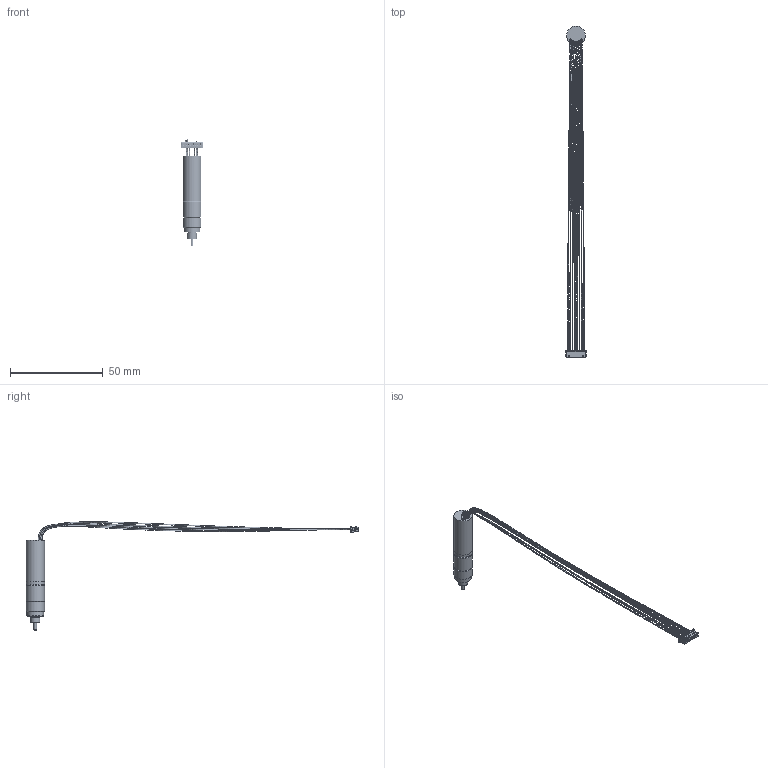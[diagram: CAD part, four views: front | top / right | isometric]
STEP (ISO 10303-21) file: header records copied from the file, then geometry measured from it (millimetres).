
FILE_DESCRIPTION(/* description */ (''),/* implementation_level */ '2;1');
FILE_NAME(/* name */ 'model_product_id175.stp',/* time_stamp */ '2016-08-12T09:48:04+02:00',/* author */ ('SD'),/* organization */ ('Micromotion GmbH Germany'),/* preprocessor_version */ 'ST-DEVELOPER v16.1',/* originating_system */ 'Autodesk Inventor 2016',/* authorisation */ '');
FILE_SCHEMA (('AUTOMOTIVE_DESIGN { 1 0 10303 214 3 1 1 }'));
Length unit declared in the file: millimetre
Products named in the file (1): Maalon-HighVac-10-Zyp4
Bounding box: 11.75 x 178.95 x 58.41 mm (x, y, z)
Volume: 3315.1 mm3; surface area: 3617.8 mm2
Topology: 2 solids, 10 shells, 420 faces, 1108 edges, 680 vertices
Faces by surface type: plane 381, cylinder 18, bspline 8, cone 7, torus 4, sphere 2
Full cylindrical faces by diameter (mm): 4.5 x1, 5 x2, 9 x1, 9.1 x1, 9.999 x1, 10 x4
Entity records: 14232 total; most frequent: CARTESIAN_POINT 3491, ORIENTED_EDGE 2154, DIRECTION 1962, EDGE_CURVE 1085, LINE 1014, VECTOR 1014, VERTEX_POINT 677, AXIS2_PLACEMENT_3D 474
